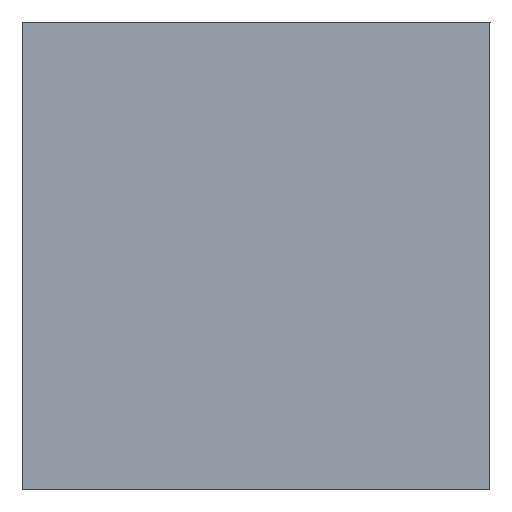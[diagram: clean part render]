
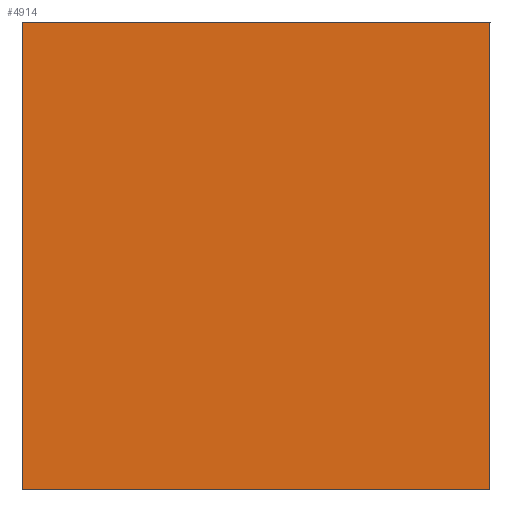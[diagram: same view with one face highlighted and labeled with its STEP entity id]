
A CAD part, front view. The second image highlights one B-rep face of the part: STEP entity #4914.
In plain terms, the highlighted planar face has unit normal (0, -1, 0).
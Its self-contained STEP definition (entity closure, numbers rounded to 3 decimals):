
#194=PLANE('',#5247);
#1463=ORIENTED_EDGE('',*,*,#2047,.F.);
#1464=ORIENTED_EDGE('',*,*,#2054,.F.);
#1465=ORIENTED_EDGE('',*,*,#2052,.F.);
#1466=ORIENTED_EDGE('',*,*,#2050,.F.);
#2047=EDGE_CURVE('',#2443,#2444,#2931,.T.);
#2050=EDGE_CURVE('',#2444,#2445,#2934,.T.);
#2052=EDGE_CURVE('',#2445,#2446,#2936,.T.);
#2054=EDGE_CURVE('',#2446,#2443,#2938,.T.);
#2443=VERTEX_POINT('',#7545);
#2444=VERTEX_POINT('',#7546);
#2445=VERTEX_POINT('',#7551);
#2446=VERTEX_POINT('',#7555);
#2931=LINE('',#7544,#3423);
#2934=LINE('',#7550,#3426);
#2936=LINE('',#7554,#3428);
#2938=LINE('',#7558,#3430);
#3423=VECTOR('',#6347,1000.);
#3426=VECTOR('',#6352,1000.);
#3428=VECTOR('',#6356,1000.);
#3430=VECTOR('',#6360,1000.);
#3648=EDGE_LOOP('',(#1463,#1464,#1465,#1466));
#3866=FACE_BOUND('',#3648,.T.);
#4914=ADVANCED_FACE('',(#3866),#194,.F.);
#5247=AXIS2_PLACEMENT_3D('',#7559,#6361,#6362);
#6347=DIRECTION('',(0.,0.,-1.));
#6352=DIRECTION('',(-1.,0.,0.));
#6356=DIRECTION('',(0.,0.,1.));
#6360=DIRECTION('',(1.,0.,0.));
#6361=DIRECTION('',(0.,1.,0.));
#6362=DIRECTION('',(0.,0.,1.));
#7544=CARTESIAN_POINT('',(1.,0.,1.));
#7545=CARTESIAN_POINT('',(1.,0.,1.));
#7546=CARTESIAN_POINT('',(1.,0.,-1.));
#7550=CARTESIAN_POINT('',(1.,0.,-1.));
#7551=CARTESIAN_POINT('',(-1.,0.,-1.));
#7554=CARTESIAN_POINT('',(-1.,0.,-1.));
#7555=CARTESIAN_POINT('',(-1.,0.,1.));
#7558=CARTESIAN_POINT('',(-1.,0.,1.));
#7559=CARTESIAN_POINT('',(0.,0.,0.));
